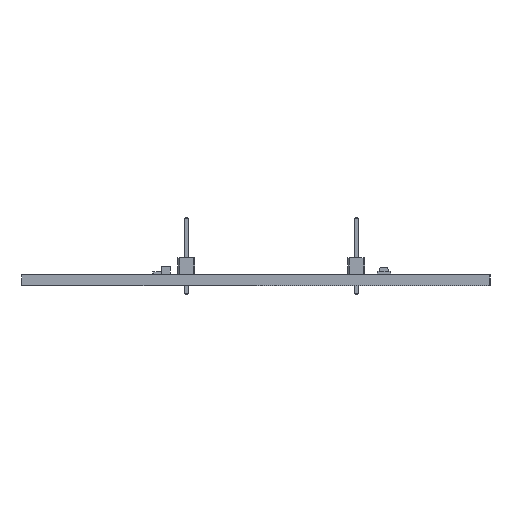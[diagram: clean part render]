
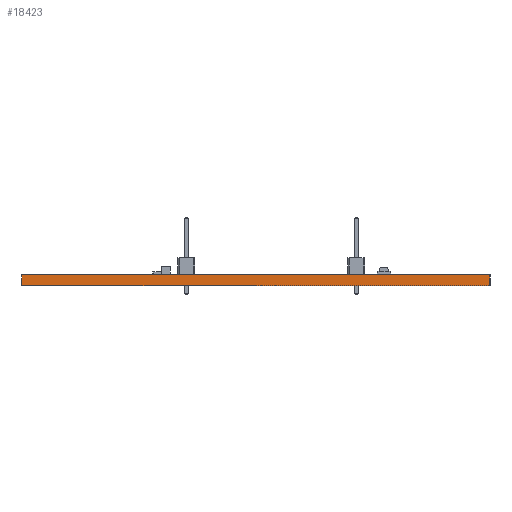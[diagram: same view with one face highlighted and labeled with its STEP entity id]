
A CAD part, left-side view. The second image highlights one B-rep face of the part: STEP entity #18423.
In plain terms, the highlighted planar face has unit normal (-1, 0, 0).
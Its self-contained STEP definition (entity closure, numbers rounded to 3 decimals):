
#18367 = VERTEX_POINT('',#18368);
#18368 = CARTESIAN_POINT('',(79.88,-98.91,1.6));
#18374 = EDGE_CURVE('',#18375,#18367,#18377,.T.);
#18375 = VERTEX_POINT('',#18376);
#18376 = CARTESIAN_POINT('',(79.88,-98.91,0.));
#18377 = LINE('',#18378,#18379);
#18378 = CARTESIAN_POINT('',(79.88,-98.91,0.));
#18379 = VECTOR('',#18380,1.);
#18380 = DIRECTION('',(0.,0.,1.));
#18423 = ADVANCED_FACE('',(#18424),#18449,.T.);
#18424 = FACE_BOUND('',#18425,.T.);
#18425 = EDGE_LOOP('',(#18426,#18427,#18435,#18443));
#18426 = ORIENTED_EDGE('',*,*,#18374,.T.);
#18427 = ORIENTED_EDGE('',*,*,#18428,.T.);
#18428 = EDGE_CURVE('',#18367,#18429,#18431,.T.);
#18429 = VERTEX_POINT('',#18430);
#18430 = CARTESIAN_POINT('',(79.88,-28.91,1.6));
#18431 = LINE('',#18432,#18433);
#18432 = CARTESIAN_POINT('',(79.88,-98.91,1.6));
#18433 = VECTOR('',#18434,1.);
#18434 = DIRECTION('',(0.,1.,0.));
#18435 = ORIENTED_EDGE('',*,*,#18436,.F.);
#18436 = EDGE_CURVE('',#18437,#18429,#18439,.T.);
#18437 = VERTEX_POINT('',#18438);
#18438 = CARTESIAN_POINT('',(79.88,-28.91,0.));
#18439 = LINE('',#18440,#18441);
#18440 = CARTESIAN_POINT('',(79.88,-28.91,0.));
#18441 = VECTOR('',#18442,1.);
#18442 = DIRECTION('',(0.,0.,1.));
#18443 = ORIENTED_EDGE('',*,*,#18444,.F.);
#18444 = EDGE_CURVE('',#18375,#18437,#18445,.T.);
#18445 = LINE('',#18446,#18447);
#18446 = CARTESIAN_POINT('',(79.88,-98.91,0.));
#18447 = VECTOR('',#18448,1.);
#18448 = DIRECTION('',(0.,1.,0.));
#18449 = PLANE('',#18450);
#18450 = AXIS2_PLACEMENT_3D('',#18451,#18452,#18453);
#18451 = CARTESIAN_POINT('',(79.88,-98.91,0.));
#18452 = DIRECTION('',(-1.,0.,0.));
#18453 = DIRECTION('',(0.,1.,0.));
